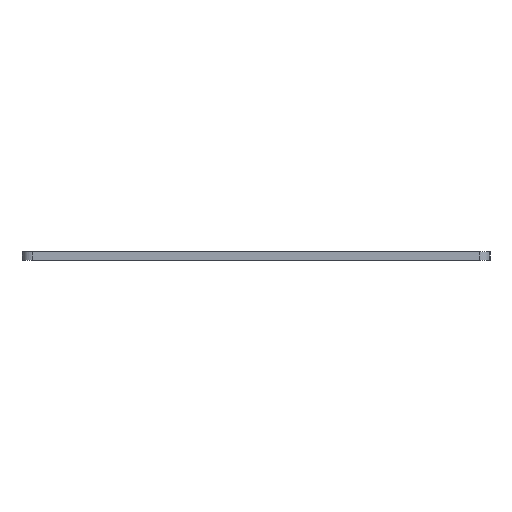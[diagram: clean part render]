
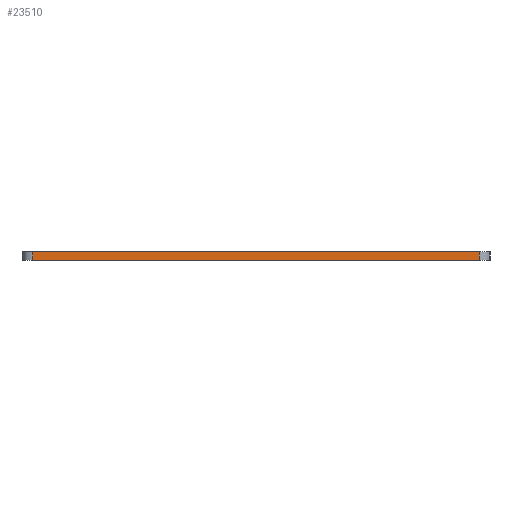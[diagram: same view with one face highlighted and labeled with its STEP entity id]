
A CAD part, left-side view. The second image highlights one B-rep face of the part: STEP entity #23510.
In plain terms, the highlighted planar face has unit normal (-1, 0, 0).
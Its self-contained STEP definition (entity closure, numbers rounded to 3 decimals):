
#44 = PLANE('',#45);
#45 = AXIS2_PLACEMENT_3D('',#46,#47,#48);
#46 = CARTESIAN_POINT('',(114.012,-44.546,0.));
#47 = DIRECTION('',(0.,0.,1.));
#48 = DIRECTION('',(1.,0.,0.));
#72 = CYLINDRICAL_SURFACE('',#73,2.);
#73 = AXIS2_PLACEMENT_3D('',#74,#75,#76);
#74 = CARTESIAN_POINT('',(2.,-83.2,0.));
#75 = DIRECTION('',(0.,0.,1.));
#76 = DIRECTION('',(0.,-1.,0.));
#100 = PLANE('',#101);
#101 = AXIS2_PLACEMENT_3D('',#102,#103,#104);
#102 = CARTESIAN_POINT('',(114.012,-44.546,1.5));
#103 = DIRECTION('',(0.,0.,1.));
#104 = DIRECTION('',(1.,0.,0.));
#252 = VERTEX_POINT('',#253);
#253 = CARTESIAN_POINT('',(0.,-2.,0.));
#272 = CYLINDRICAL_SURFACE('',#273,2.);
#273 = AXIS2_PLACEMENT_3D('',#274,#275,#276);
#274 = CARTESIAN_POINT('',(2.,-2.,0.));
#275 = DIRECTION('',(0.,0.,1.));
#276 = DIRECTION('',(-1.,0.,0.));
#284 = EDGE_CURVE('',#285,#252,#287,.T.);
#285 = VERTEX_POINT('',#286);
#286 = CARTESIAN_POINT('',(0.,-83.2,0.));
#287 = SURFACE_CURVE('',#288,(#292,#299),.PCURVE_S1.);
#288 = LINE('',#289,#290);
#289 = CARTESIAN_POINT('',(0.,-85.2,0.));
#290 = VECTOR('',#291,1.);
#291 = DIRECTION('',(0.,1.,0.));
#292 = PCURVE('',#44,#293);
#293 = DEFINITIONAL_REPRESENTATION('',(#294),#298);
#294 = LINE('',#295,#296);
#295 = CARTESIAN_POINT('',(-114.012,-40.654));
#296 = VECTOR('',#297,1.);
#297 = DIRECTION('',(0.,1.));
#298 = ( GEOMETRIC_REPRESENTATION_CONTEXT(2) 
PARAMETRIC_REPRESENTATION_CONTEXT() REPRESENTATION_CONTEXT('2D SPACE',''
  ) );
#299 = PCURVE('',#300,#305);
#300 = PLANE('',#301);
#301 = AXIS2_PLACEMENT_3D('',#302,#303,#304);
#302 = CARTESIAN_POINT('',(0.,-85.2,0.));
#303 = DIRECTION('',(-1.,0.,0.));
#304 = DIRECTION('',(0.,1.,0.));
#305 = DEFINITIONAL_REPRESENTATION('',(#306),#310);
#306 = LINE('',#307,#308);
#307 = CARTESIAN_POINT('',(0.,0.));
#308 = VECTOR('',#309,1.);
#309 = DIRECTION('',(1.,0.));
#310 = ( GEOMETRIC_REPRESENTATION_CONTEXT(2) 
PARAMETRIC_REPRESENTATION_CONTEXT() REPRESENTATION_CONTEXT('2D SPACE',''
  ) );
#12902 = EDGE_CURVE('',#285,#12903,#12905,.T.);
#12903 = VERTEX_POINT('',#12904);
#12904 = CARTESIAN_POINT('',(0.,-83.2,1.5));
#12905 = SURFACE_CURVE('',#12906,(#12910,#12917),.PCURVE_S1.);
#12906 = LINE('',#12907,#12908);
#12907 = CARTESIAN_POINT('',(0.,-83.2,0.));
#12908 = VECTOR('',#12909,1.);
#12909 = DIRECTION('',(0.,0.,1.));
#12910 = PCURVE('',#72,#12911);
#12911 = DEFINITIONAL_REPRESENTATION('',(#12912),#12916);
#12912 = LINE('',#12913,#12914);
#12913 = CARTESIAN_POINT('',(-1.571,0.));
#12914 = VECTOR('',#12915,1.);
#12915 = DIRECTION('',(-0.,1.));
#12916 = ( GEOMETRIC_REPRESENTATION_CONTEXT(2) 
PARAMETRIC_REPRESENTATION_CONTEXT() REPRESENTATION_CONTEXT('2D SPACE',''
  ) );
#12917 = PCURVE('',#300,#12918);
#12918 = DEFINITIONAL_REPRESENTATION('',(#12919),#12923);
#12919 = LINE('',#12920,#12921);
#12920 = CARTESIAN_POINT('',(2.,0.));
#12921 = VECTOR('',#12922,1.);
#12922 = DIRECTION('',(0.,-1.));
#12923 = ( GEOMETRIC_REPRESENTATION_CONTEXT(2) 
PARAMETRIC_REPRESENTATION_CONTEXT() REPRESENTATION_CONTEXT('2D SPACE',''
  ) );
#13078 = VERTEX_POINT('',#13079);
#13079 = CARTESIAN_POINT('',(0.,-2.,1.5));
#13105 = EDGE_CURVE('',#12903,#13078,#13106,.T.);
#13106 = SURFACE_CURVE('',#13107,(#13111,#13118),.PCURVE_S1.);
#13107 = LINE('',#13108,#13109);
#13108 = CARTESIAN_POINT('',(0.,-85.2,1.5));
#13109 = VECTOR('',#13110,1.);
#13110 = DIRECTION('',(0.,1.,0.));
#13111 = PCURVE('',#100,#13112);
#13112 = DEFINITIONAL_REPRESENTATION('',(#13113),#13117);
#13113 = LINE('',#13114,#13115);
#13114 = CARTESIAN_POINT('',(-114.012,-40.654));
#13115 = VECTOR('',#13116,1.);
#13116 = DIRECTION('',(0.,1.));
#13117 = ( GEOMETRIC_REPRESENTATION_CONTEXT(2) 
PARAMETRIC_REPRESENTATION_CONTEXT() REPRESENTATION_CONTEXT('2D SPACE',''
  ) );
#13118 = PCURVE('',#300,#13119);
#13119 = DEFINITIONAL_REPRESENTATION('',(#13120),#13124);
#13120 = LINE('',#13121,#13122);
#13121 = CARTESIAN_POINT('',(0.,-1.5));
#13122 = VECTOR('',#13123,1.);
#13123 = DIRECTION('',(1.,0.));
#13124 = ( GEOMETRIC_REPRESENTATION_CONTEXT(2) 
PARAMETRIC_REPRESENTATION_CONTEXT() REPRESENTATION_CONTEXT('2D SPACE',''
  ) );
#23510 = ADVANCED_FACE('',(#23511),#300,.T.);
#23511 = FACE_BOUND('',#23512,.T.);
#23512 = EDGE_LOOP('',(#23513,#23514,#23515,#23516));
#23513 = ORIENTED_EDGE('',*,*,#284,.F.);
#23514 = ORIENTED_EDGE('',*,*,#12902,.T.);
#23515 = ORIENTED_EDGE('',*,*,#13105,.T.);
#23516 = ORIENTED_EDGE('',*,*,#23517,.F.);
#23517 = EDGE_CURVE('',#252,#13078,#23518,.T.);
#23518 = SURFACE_CURVE('',#23519,(#23523,#23530),.PCURVE_S1.);
#23519 = LINE('',#23520,#23521);
#23520 = CARTESIAN_POINT('',(0.,-2.,0.));
#23521 = VECTOR('',#23522,1.);
#23522 = DIRECTION('',(0.,0.,1.));
#23523 = PCURVE('',#300,#23524);
#23524 = DEFINITIONAL_REPRESENTATION('',(#23525),#23529);
#23525 = LINE('',#23526,#23527);
#23526 = CARTESIAN_POINT('',(83.2,0.));
#23527 = VECTOR('',#23528,1.);
#23528 = DIRECTION('',(0.,-1.));
#23529 = ( GEOMETRIC_REPRESENTATION_CONTEXT(2) 
PARAMETRIC_REPRESENTATION_CONTEXT() REPRESENTATION_CONTEXT('2D SPACE',''
  ) );
#23530 = PCURVE('',#272,#23531);
#23531 = DEFINITIONAL_REPRESENTATION('',(#23532),#23536);
#23532 = LINE('',#23533,#23534);
#23533 = CARTESIAN_POINT('',(-0.,0.));
#23534 = VECTOR('',#23535,1.);
#23535 = DIRECTION('',(-0.,1.));
#23536 = ( GEOMETRIC_REPRESENTATION_CONTEXT(2) 
PARAMETRIC_REPRESENTATION_CONTEXT() REPRESENTATION_CONTEXT('2D SPACE',''
  ) );
